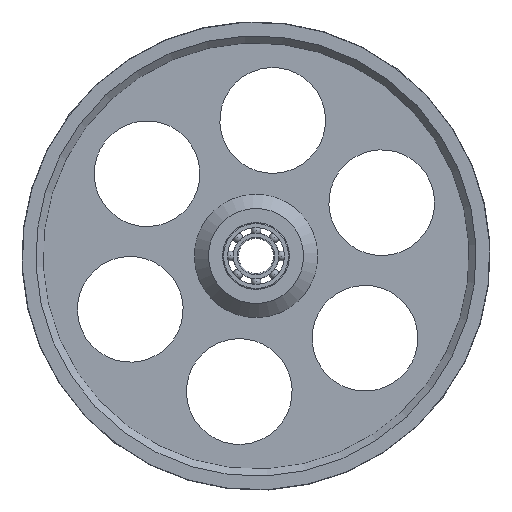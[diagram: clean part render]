
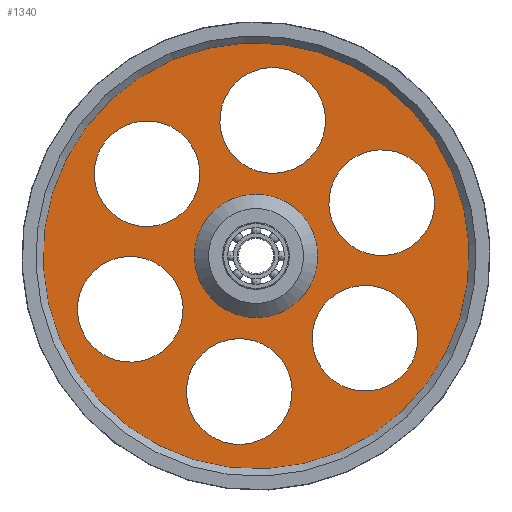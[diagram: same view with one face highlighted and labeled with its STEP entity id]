
A CAD part, front view. The second image highlights one B-rep face of the part: STEP entity #1340.
In plain terms, the highlighted face is planar.
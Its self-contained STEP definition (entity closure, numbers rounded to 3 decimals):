
#118=FACE_BOUND('',#330,.T.);
#119=FACE_BOUND('',#331,.T.);
#120=FACE_BOUND('',#332,.T.);
#121=FACE_BOUND('',#333,.T.);
#122=FACE_BOUND('',#334,.T.);
#123=FACE_BOUND('',#335,.T.);
#124=FACE_BOUND('',#336,.T.);
#158=PLANE('',#1520);
#254=FACE_OUTER_BOUND('',#329,.T.);
#329=EDGE_LOOP('',(#975));
#330=EDGE_LOOP('',(#976));
#331=EDGE_LOOP('',(#977));
#332=EDGE_LOOP('',(#978));
#333=EDGE_LOOP('',(#979));
#334=EDGE_LOOP('',(#980));
#335=EDGE_LOOP('',(#981));
#336=EDGE_LOOP('',(#982));
#435=CIRCLE('',#1488,15.);
#437=CIRCLE('',#1491,15.);
#439=CIRCLE('',#1494,15.);
#441=CIRCLE('',#1497,15.);
#443=CIRCLE('',#1500,15.);
#445=CIRCLE('',#1503,15.);
#454=CIRCLE('',#1519,17.5);
#455=CIRCLE('',#1521,60.5);
#545=VERTEX_POINT('',#2106);
#547=VERTEX_POINT('',#2112);
#549=VERTEX_POINT('',#2118);
#551=VERTEX_POINT('',#2124);
#553=VERTEX_POINT('',#2130);
#555=VERTEX_POINT('',#2136);
#564=VERTEX_POINT('',#2165);
#565=VERTEX_POINT('',#2169);
#701=EDGE_CURVE('',#545,#545,#435,.T.);
#704=EDGE_CURVE('',#547,#547,#437,.T.);
#707=EDGE_CURVE('',#549,#549,#439,.T.);
#710=EDGE_CURVE('',#551,#551,#441,.T.);
#713=EDGE_CURVE('',#553,#553,#443,.T.);
#716=EDGE_CURVE('',#555,#555,#445,.T.);
#729=EDGE_CURVE('',#564,#564,#454,.T.);
#731=EDGE_CURVE('',#565,#565,#455,.T.);
#975=ORIENTED_EDGE('',*,*,#731,.F.);
#976=ORIENTED_EDGE('',*,*,#701,.T.);
#977=ORIENTED_EDGE('',*,*,#704,.T.);
#978=ORIENTED_EDGE('',*,*,#707,.T.);
#979=ORIENTED_EDGE('',*,*,#710,.T.);
#980=ORIENTED_EDGE('',*,*,#713,.T.);
#981=ORIENTED_EDGE('',*,*,#716,.T.);
#982=ORIENTED_EDGE('',*,*,#729,.T.);
#1340=ADVANCED_FACE('',(#254,#118,#119,#120,#121,#122,#123,#124),#158,.T.);
#1488=AXIS2_PLACEMENT_3D('',#2107,#1719,#1720);
#1491=AXIS2_PLACEMENT_3D('',#2113,#1726,#1727);
#1494=AXIS2_PLACEMENT_3D('',#2119,#1733,#1734);
#1497=AXIS2_PLACEMENT_3D('',#2125,#1740,#1741);
#1500=AXIS2_PLACEMENT_3D('',#2131,#1747,#1748);
#1503=AXIS2_PLACEMENT_3D('',#2137,#1754,#1755);
#1519=AXIS2_PLACEMENT_3D('',#2166,#1790,#1791);
#1520=AXIS2_PLACEMENT_3D('',#2168,#1793,#1794);
#1521=AXIS2_PLACEMENT_3D('',#2170,#1795,#1796);
#1719=DIRECTION('center_axis',(0.,-1.,0.));
#1720=DIRECTION('ref_axis',(1.,0.,0.));
#1726=DIRECTION('center_axis',(0.,-1.,0.));
#1727=DIRECTION('ref_axis',(1.,0.,0.));
#1733=DIRECTION('center_axis',(0.,-1.,0.));
#1734=DIRECTION('ref_axis',(1.,0.,0.));
#1740=DIRECTION('center_axis',(0.,-1.,0.));
#1741=DIRECTION('ref_axis',(1.,0.,0.));
#1747=DIRECTION('center_axis',(0.,-1.,0.));
#1748=DIRECTION('ref_axis',(1.,0.,0.));
#1754=DIRECTION('center_axis',(0.,-1.,0.));
#1755=DIRECTION('ref_axis',(1.,0.,0.));
#1790=DIRECTION('center_axis',(0.,-1.,0.));
#1791=DIRECTION('ref_axis',(0.,0.,1.));
#1793=DIRECTION('center_axis',(0.,1.,0.));
#1794=DIRECTION('ref_axis',(0.,0.,1.));
#1795=DIRECTION('center_axis',(0.,-1.,0.));
#1796=DIRECTION('ref_axis',(0.,0.,1.));
#2106=CARTESIAN_POINT('',(18.558,1.5,19.375));
#2107=CARTESIAN_POINT('Origin',(33.558,1.5,19.375));
#2112=CARTESIAN_POINT('',(-48.558,1.5,19.375));
#2113=CARTESIAN_POINT('Origin',(-33.558,1.5,19.375));
#2118=CARTESIAN_POINT('',(-15.,1.5,-38.75));
#2119=CARTESIAN_POINT('Origin',(0.,1.5,-38.75));
#2124=CARTESIAN_POINT('',(-48.558,1.5,-19.375));
#2125=CARTESIAN_POINT('Origin',(-33.558,1.5,-19.375));
#2130=CARTESIAN_POINT('',(-15.,1.5,38.75));
#2131=CARTESIAN_POINT('Origin',(0.,1.5,
38.75));
#2136=CARTESIAN_POINT('',(18.558,1.5,-19.375));
#2137=CARTESIAN_POINT('Origin',(33.558,1.5,-19.375));
#2165=CARTESIAN_POINT('',(0.,1.5,-17.5));
#2166=CARTESIAN_POINT('Origin',(0.,1.5,0.));
#2168=CARTESIAN_POINT('Origin',(0.,1.5,39.));
#2169=CARTESIAN_POINT('',(0.,1.5,-60.5));
#2170=CARTESIAN_POINT('Origin',(0.,1.5,0.));
